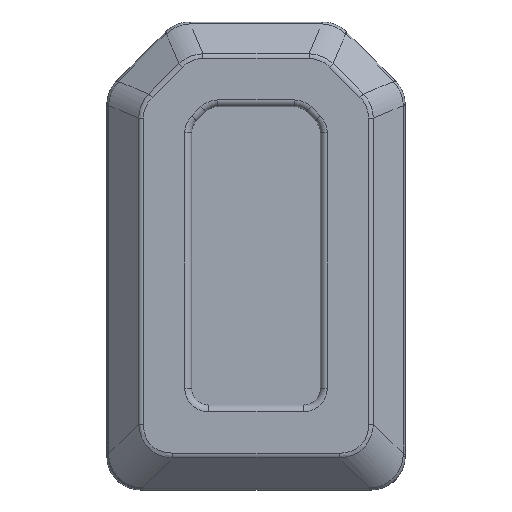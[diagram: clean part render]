
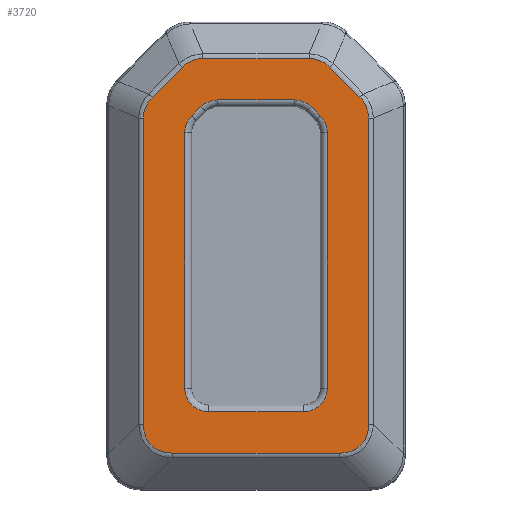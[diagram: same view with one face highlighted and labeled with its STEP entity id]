
A CAD part, top view. The second image highlights one B-rep face of the part: STEP entity #3720.
In plain terms, the highlighted planar face has unit normal (0, 0, 1).
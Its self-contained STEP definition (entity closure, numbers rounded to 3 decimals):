
#102=FACE_BOUND('',#770,.T.);
#130=ELLIPSE('',#3946,0.894,0.607);
#132=ELLIPSE('',#3951,0.894,0.607);
#134=ELLIPSE('',#3956,0.894,0.607);
#136=ELLIPSE('',#3961,0.894,0.607);
#137=ELLIPSE('',#3965,1.051,0.607);
#138=ELLIPSE('',#3968,1.051,0.607);
#216=PLANE('',#3970);
#536=FACE_OUTER_BOUND('',#769,.T.);
#769=EDGE_LOOP('',(#3321,#3322,#3323,#3324,#3325,#3326,#3327,#3328,#3329,
#3330,#3331,#3332));
#770=EDGE_LOOP('',(#3333,#3334,#3335,#3336,#3337,#3338,#3339,#3340,#3341,
#3342,#3343,#3344));
#1063=LINE('',#6978,#1367);
#1065=LINE('',#7004,#1369);
#1067=LINE('',#7031,#1371);
#1069=LINE('',#7058,#1373);
#1070=LINE('',#7082,#1374);
#1071=LINE('',#7109,#1375);
#1073=LINE('',#7138,#1377);
#1074=LINE('',#7142,#1378);
#1075=LINE('',#7146,#1379);
#1076=LINE('',#7150,#1380);
#1077=LINE('',#7154,#1381);
#1078=LINE('',#7157,#1382);
#1367=VECTOR('',#4673,10.);
#1369=VECTOR('',#4685,10.);
#1371=VECTOR('',#4697,10.);
#1373=VECTOR('',#4709,10.);
#1374=VECTOR('',#4720,10.);
#1375=VECTOR('',#4729,10.);
#1377=VECTOR('',#4739,10.);
#1378=VECTOR('',#4742,10.);
#1379=VECTOR('',#4745,10.);
#1380=VECTOR('',#4748,10.);
#1381=VECTOR('',#4751,10.);
#1382=VECTOR('',#4754,10.);
#1477=CIRCLE('',#3971,0.35);
#1478=CIRCLE('',#3972,0.35);
#1479=CIRCLE('',#3973,0.35);
#1480=CIRCLE('',#3974,0.35);
#1481=CIRCLE('',#3975,0.35);
#1482=CIRCLE('',#3976,0.35);
#1798=VERTEX_POINT('',#6975);
#1799=VERTEX_POINT('',#6977);
#1800=VERTEX_POINT('',#6996);
#1801=VERTEX_POINT('',#7000);
#1803=VERTEX_POINT('',#7021);
#1805=VERTEX_POINT('',#7027);
#1807=VERTEX_POINT('',#7048);
#1809=VERTEX_POINT('',#7054);
#1811=VERTEX_POINT('',#7075);
#1812=VERTEX_POINT('',#7080);
#1813=VERTEX_POINT('',#7103);
#1814=VERTEX_POINT('',#7107);
#1815=VERTEX_POINT('',#7134);
#1816=VERTEX_POINT('',#7135);
#1817=VERTEX_POINT('',#7137);
#1818=VERTEX_POINT('',#7139);
#1819=VERTEX_POINT('',#7141);
#1820=VERTEX_POINT('',#7143);
#1821=VERTEX_POINT('',#7145);
#1822=VERTEX_POINT('',#7147);
#1823=VERTEX_POINT('',#7149);
#1824=VERTEX_POINT('',#7151);
#1825=VERTEX_POINT('',#7153);
#1826=VERTEX_POINT('',#7155);
#2303=EDGE_CURVE('',#1798,#1799,#1063,.T.);
#2306=EDGE_CURVE('',#1799,#1800,#130,.T.);
#2309=EDGE_CURVE('',#1800,#1801,#1065,.T.);
#2312=EDGE_CURVE('',#1801,#1803,#132,.T.);
#2315=EDGE_CURVE('',#1803,#1805,#1067,.T.);
#2318=EDGE_CURVE('',#1805,#1807,#134,.T.);
#2321=EDGE_CURVE('',#1807,#1809,#1069,.T.);
#2324=EDGE_CURVE('',#1809,#1811,#136,.T.);
#2326=EDGE_CURVE('',#1811,#1812,#1070,.T.);
#2328=EDGE_CURVE('',#1812,#1813,#137,.T.);
#2330=EDGE_CURVE('',#1813,#1814,#1071,.T.);
#2331=EDGE_CURVE('',#1814,#1798,#138,.T.);
#2333=EDGE_CURVE('',#1815,#1816,#1477,.T.);
#2334=EDGE_CURVE('',#1817,#1815,#1073,.T.);
#2335=EDGE_CURVE('',#1818,#1817,#1478,.T.);
#2336=EDGE_CURVE('',#1819,#1818,#1074,.T.);
#2337=EDGE_CURVE('',#1820,#1819,#1479,.T.);
#2338=EDGE_CURVE('',#1821,#1820,#1075,.T.);
#2339=EDGE_CURVE('',#1822,#1821,#1480,.T.);
#2340=EDGE_CURVE('',#1823,#1822,#1076,.T.);
#2341=EDGE_CURVE('',#1824,#1823,#1481,.T.);
#2342=EDGE_CURVE('',#1825,#1824,#1077,.T.);
#2343=EDGE_CURVE('',#1826,#1825,#1482,.T.);
#2344=EDGE_CURVE('',#1816,#1826,#1078,.T.);
#3321=ORIENTED_EDGE('',*,*,#2303,.F.);
#3322=ORIENTED_EDGE('',*,*,#2331,.F.);
#3323=ORIENTED_EDGE('',*,*,#2330,.F.);
#3324=ORIENTED_EDGE('',*,*,#2328,.F.);
#3325=ORIENTED_EDGE('',*,*,#2326,.F.);
#3326=ORIENTED_EDGE('',*,*,#2324,.F.);
#3327=ORIENTED_EDGE('',*,*,#2321,.F.);
#3328=ORIENTED_EDGE('',*,*,#2318,.F.);
#3329=ORIENTED_EDGE('',*,*,#2315,.F.);
#3330=ORIENTED_EDGE('',*,*,#2312,.F.);
#3331=ORIENTED_EDGE('',*,*,#2309,.F.);
#3332=ORIENTED_EDGE('',*,*,#2306,.F.);
#3333=ORIENTED_EDGE('',*,*,#2333,.F.);
#3334=ORIENTED_EDGE('',*,*,#2334,.F.);
#3335=ORIENTED_EDGE('',*,*,#2335,.F.);
#3336=ORIENTED_EDGE('',*,*,#2336,.F.);
#3337=ORIENTED_EDGE('',*,*,#2337,.F.);
#3338=ORIENTED_EDGE('',*,*,#2338,.F.);
#3339=ORIENTED_EDGE('',*,*,#2339,.F.);
#3340=ORIENTED_EDGE('',*,*,#2340,.F.);
#3341=ORIENTED_EDGE('',*,*,#2341,.F.);
#3342=ORIENTED_EDGE('',*,*,#2342,.F.);
#3343=ORIENTED_EDGE('',*,*,#2343,.F.);
#3344=ORIENTED_EDGE('',*,*,#2344,.F.);
#3720=ADVANCED_FACE('',(#536,#102),#216,.F.);
#3946=AXIS2_PLACEMENT_3D('',#6998,#4678,#4679);
#3951=AXIS2_PLACEMENT_3D('',#7025,#4690,#4691);
#3956=AXIS2_PLACEMENT_3D('',#7052,#4702,#4703);
#3961=AXIS2_PLACEMENT_3D('',#7078,#4714,#4715);
#3965=AXIS2_PLACEMENT_3D('',#7105,#4723,#4724);
#3968=AXIS2_PLACEMENT_3D('',#7130,#4730,#4731);
#3970=AXIS2_PLACEMENT_3D('',#7133,#4735,#4736);
#3971=AXIS2_PLACEMENT_3D('',#7136,#4737,#4738);
#3972=AXIS2_PLACEMENT_3D('',#7140,#4740,#4741);
#3973=AXIS2_PLACEMENT_3D('',#7144,#4743,#4744);
#3974=AXIS2_PLACEMENT_3D('',#7148,#4746,#4747);
#3975=AXIS2_PLACEMENT_3D('',#7152,#4749,#4750);
#3976=AXIS2_PLACEMENT_3D('',#7156,#4752,#4753);
#4673=DIRECTION('',(0.,1.,0.));
#4678=DIRECTION('center_axis',(0.,0.,-1.));
#4679=DIRECTION('ref_axis',(-0.924,0.383,0.));
#4685=DIRECTION('',(0.707,0.707,0.));
#4690=DIRECTION('center_axis',(0.,0.,-1.));
#4691=DIRECTION('ref_axis',(-0.383,0.924,0.));
#4697=DIRECTION('',(1.,0.,0.));
#4702=DIRECTION('center_axis',(0.,0.,-1.));
#4703=DIRECTION('ref_axis',(0.383,0.924,0.));
#4709=DIRECTION('',(0.707,-0.707,0.));
#4714=DIRECTION('center_axis',(0.,0.,-1.));
#4715=DIRECTION('ref_axis',(0.924,0.383,0.));
#4720=DIRECTION('',(0.,-1.,0.));
#4723=DIRECTION('center_axis',(0.,0.,-1.));
#4724=DIRECTION('ref_axis',(0.707,-0.707,0.));
#4729=DIRECTION('',(-1.,0.,0.));
#4730=DIRECTION('center_axis',(0.,0.,-1.));
#4731=DIRECTION('ref_axis',(-0.707,-0.707,0.));
#4735=DIRECTION('center_axis',(0.,0.,-1.));
#4736=DIRECTION('ref_axis',(1.,0.,0.));
#4737=DIRECTION('center_axis',(0.,0.,1.));
#4738=DIRECTION('ref_axis',(-0.924,0.383,0.));
#4739=DIRECTION('',(-0.707,-0.707,0.));
#4740=DIRECTION('center_axis',(0.,0.,1.));
#4741=DIRECTION('ref_axis',(-0.383,0.924,0.));
#4742=DIRECTION('',(-1.,0.,0.));
#4743=DIRECTION('center_axis',(0.,0.,1.));
#4744=DIRECTION('ref_axis',(0.383,0.924,0.));
#4745=DIRECTION('',(-0.707,0.707,0.));
#4746=DIRECTION('center_axis',(0.,0.,1.));
#4747=DIRECTION('ref_axis',(0.924,0.383,0.));
#4748=DIRECTION('',(0.,1.,0.));
#4749=DIRECTION('center_axis',(0.,0.,1.));
#4750=DIRECTION('ref_axis',(0.707,-0.707,0.));
#4751=DIRECTION('',(1.,0.,0.));
#4752=DIRECTION('center_axis',(0.,0.,1.));
#4753=DIRECTION('ref_axis',(-0.707,-0.707,0.));
#4754=DIRECTION('',(0.,-1.,0.));
#6975=CARTESIAN_POINT('',(-1.659,-2.479,1.45));
#6977=CARTESIAN_POINT('',(-1.659,2.033,1.45));
#6978=CARTESIAN_POINT('',(-1.659,0.557,1.45));
#6996=CARTESIAN_POINT('',(-1.533,2.337,1.45));
#6998=CARTESIAN_POINT('Origin',(-0.8,1.856,1.45));
#7000=CARTESIAN_POINT('',(-1.087,2.783,1.45));
#7004=CARTESIAN_POINT('',(-1.688,2.181,1.45));
#7021=CARTESIAN_POINT('',(-0.783,2.909,1.45));
#7025=CARTESIAN_POINT('Origin',(-0.606,2.05,1.45));
#7027=CARTESIAN_POINT('',(0.783,2.909,1.45));
#7031=CARTESIAN_POINT('',(0.245,2.909,1.45));
#7048=CARTESIAN_POINT('',(1.087,2.783,1.45));
#7052=CARTESIAN_POINT('Origin',(0.606,2.05,1.45));
#7054=CARTESIAN_POINT('',(1.533,2.337,1.45));
#7058=CARTESIAN_POINT('',(1.869,2.001,1.45));
#7075=CARTESIAN_POINT('',(1.659,2.033,1.45));
#7078=CARTESIAN_POINT('Origin',(0.8,1.856,1.45));
#7080=CARTESIAN_POINT('',(1.659,-2.479,1.45));
#7082=CARTESIAN_POINT('',(1.659,-0.738,1.45));
#7103=CARTESIAN_POINT('',(1.229,-2.909,1.45));
#7105=CARTESIAN_POINT('Origin',(0.8,-2.05,1.45));
#7107=CARTESIAN_POINT('',(-1.229,-2.909,1.45));
#7109=CARTESIAN_POINT('',(-0.425,-2.909,1.45));
#7130=CARTESIAN_POINT('Origin',(-0.8,-2.05,1.45));
#7133=CARTESIAN_POINT('Origin',(0.,0.,
1.45));
#7134=CARTESIAN_POINT('',(-0.947,2.062,1.45));
#7135=CARTESIAN_POINT('',(-1.05,1.814,1.45));
#7136=CARTESIAN_POINT('Origin',(-0.7,1.814,1.45));
#7137=CARTESIAN_POINT('',(-0.812,2.197,1.45));
#7138=CARTESIAN_POINT('',(-1.263,1.746,1.45));
#7139=CARTESIAN_POINT('',(-0.564,2.3,1.45));
#7140=CARTESIAN_POINT('Origin',(-0.564,1.95,1.45));
#7141=CARTESIAN_POINT('',(0.564,2.3,1.45));
#7142=CARTESIAN_POINT('',(-0.334,2.3,1.45));
#7143=CARTESIAN_POINT('',(0.812,2.197,1.45));
#7144=CARTESIAN_POINT('Origin',(0.564,1.95,1.45));
#7145=CARTESIAN_POINT('',(0.947,2.062,1.45));
#7146=CARTESIAN_POINT('',(1.121,1.888,1.45));
#7147=CARTESIAN_POINT('',(1.05,1.814,1.45));
#7148=CARTESIAN_POINT('Origin',(0.7,1.814,1.45));
#7149=CARTESIAN_POINT('',(1.05,-1.95,1.45));
#7150=CARTESIAN_POINT('',(1.05,0.959,1.45));
#7151=CARTESIAN_POINT('',(0.7,-2.3,1.45));
#7152=CARTESIAN_POINT('Origin',(0.7,-1.95,1.45));
#7153=CARTESIAN_POINT('',(-0.7,-2.3,1.45));
#7154=CARTESIAN_POINT('',(0.475,-2.3,1.45));
#7155=CARTESIAN_POINT('',(-1.05,-1.95,1.45));
#7156=CARTESIAN_POINT('Origin',(-0.7,-1.95,1.45));
#7157=CARTESIAN_POINT('',(-1.05,-1.1,1.45));
